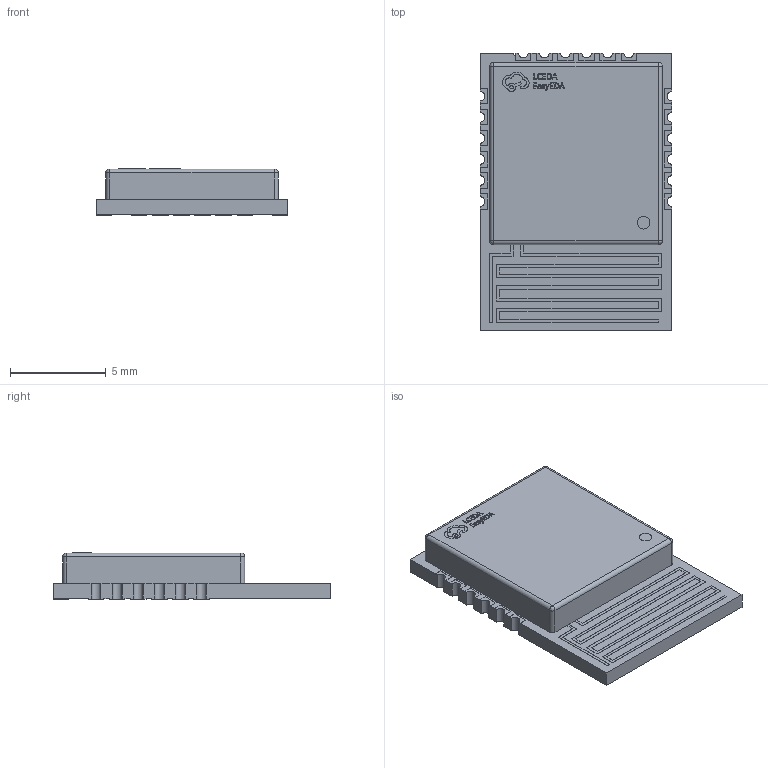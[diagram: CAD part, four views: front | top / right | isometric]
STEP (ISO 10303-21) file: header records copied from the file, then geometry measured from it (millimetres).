
FILE_DESCRIPTION(/* description */ ('','CAx-IF Rec.Pracs.---Representation and Presentation of Product Manufacturing Information (PMI)---4.0---2014-10-13'),/* implementation_level */ '2;1');
FILE_NAME(/* name */ 'BULETM-SMD_E104-BT52.step',/* time_stamp */ '2024-11-27T20:54:22+08:00',/* author */ (''),/* organization */ (''),/* preprocessor_version */ 'ST-DEVELOPER v20',/* originating_system */ 'Autodesk Translation Framework v13.20.0.188',/* authorisation */ '');
FILE_SCHEMA (('AP242_MANAGED_MODEL_BASED_3D_ENGINEERING_MIM_LF { 1 0 10303 442 1 1 4 }'));
Length unit declared in the file: millimetre
Products named in the file (2): BULETM-SMD_E104-BT52; SOLID
Assembly tree (1 placements, depth 2):
  BULETM-SMD_E104-BT52
    SOLID
Bounding box: 10 x 14.5 x 2.42 mm (x, y, z)
Volume: 251.2 mm3; surface area: 581.7 mm2
Topology: 2 solids, 2 shells, 530 faces, 1488 edges, 985 vertices
Faces by surface type: plane 386, bspline 112, cylinder 28, sphere 4
Full cylindrical faces by diameter (mm): 0.661 x1
Entity records: 18332 total; most frequent: CARTESIAN_POINT 4890, ORIENTED_EDGE 2968, DIRECTION 2329, EDGE_CURVE 1484, LINE 1201, VECTOR 1201, VERTEX_POINT 985, AXIS2_PLACEMENT_3D 564
